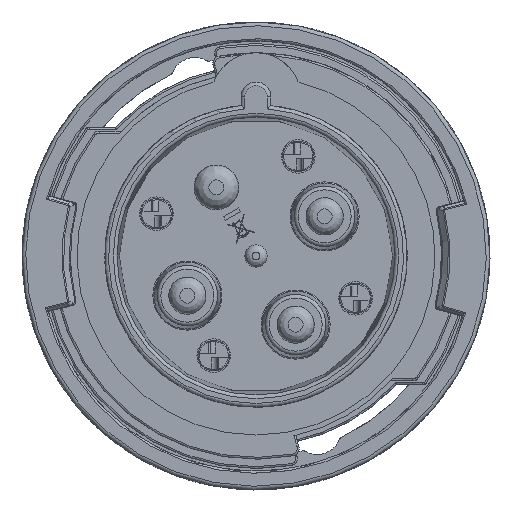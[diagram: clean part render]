
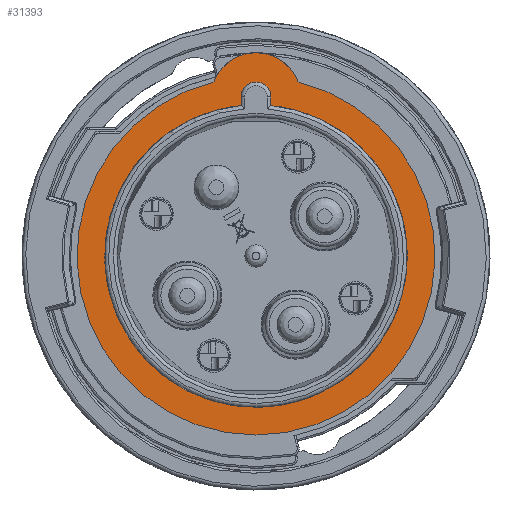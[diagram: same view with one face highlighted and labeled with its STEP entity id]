
A CAD part, front view. The second image highlights one B-rep face of the part: STEP entity #31393.
In plain terms, the highlighted planar face has unit normal (0, -1, 0).
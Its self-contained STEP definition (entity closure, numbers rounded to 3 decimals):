
#600=FACE_BOUND('',#6476,.T.);
#4691=FACE_OUTER_BOUND('',#6475,.T.);
#6475=EDGE_LOOP('',(#21894,#21895));
#6476=EDGE_LOOP('',(#21896,#21897,#21898,#21899,#21900));
#8179=CIRCLE('',#33103,39.75);
#8182=CIRCLE('',#33106,39.75);
#8271=CIRCLE('',#33314,48.);
#8272=CIRCLE('',#33316,12.);
#8273=CIRCLE('',#33318,4.);
#9466=LINE('',#51124,#11437);
#9470=LINE('',#51142,#11441);
#11437=VECTOR('',#36447,1.);
#11441=VECTOR('',#36473,1.);
#13291=VERTEX_POINT('',#43168);
#13292=VERTEX_POINT('',#43170);
#13295=VERTEX_POINT('',#43177);
#13513=VERTEX_POINT('',#51122);
#13514=VERTEX_POINT('',#51130);
#13515=VERTEX_POINT('',#51132);
#13516=VERTEX_POINT('',#51138);
#16362=EDGE_CURVE('',#13292,#13291,#8179,.T.);
#16366=EDGE_CURVE('',#13295,#13292,#8182,.T.);
#16721=EDGE_CURVE('',#13291,#13513,#9466,.T.);
#16725=EDGE_CURVE('',#13515,#13514,#8271,.T.);
#16727=EDGE_CURVE('',#13514,#13515,#8272,.T.);
#16729=EDGE_CURVE('',#13513,#13516,#8273,.T.);
#16730=EDGE_CURVE('',#13516,#13295,#9470,.T.);
#21894=ORIENTED_EDGE('',*,*,#16725,.T.);
#21895=ORIENTED_EDGE('',*,*,#16727,.T.);
#21896=ORIENTED_EDGE('',*,*,#16366,.T.);
#21897=ORIENTED_EDGE('',*,*,#16362,.T.);
#21898=ORIENTED_EDGE('',*,*,#16721,.T.);
#21899=ORIENTED_EDGE('',*,*,#16729,.T.);
#21900=ORIENTED_EDGE('',*,*,#16730,.T.);
#30483=PLANE('',#33320);
#31393=ADVANCED_FACE('',(#4691,#600),#30483,.F.);
#33103=AXIS2_PLACEMENT_3D('',#43171,#35878,#35879);
#33106=AXIS2_PLACEMENT_3D('',#43178,#35885,#35886);
#33314=AXIS2_PLACEMENT_3D('',#51133,#36459,#36460);
#33316=AXIS2_PLACEMENT_3D('',#51136,#36464,#36465);
#33318=AXIS2_PLACEMENT_3D('',#51140,#36469,#36470);
#33320=AXIS2_PLACEMENT_3D('',#51143,#36474,#36475);
#35878=DIRECTION('center_axis',(0.,1.,0.));
#35879=DIRECTION('ref_axis',(-1.,0.,0.));
#35885=DIRECTION('center_axis',(0.,1.,0.));
#35886=DIRECTION('ref_axis',(-1.,0.,0.));
#36447=DIRECTION('',(0.,0.,1.));
#36459=DIRECTION('center_axis',(0.,-1.,0.));
#36460=DIRECTION('ref_axis',(0.,0.,1.));
#36464=DIRECTION('center_axis',(0.,-1.,0.));
#36465=DIRECTION('ref_axis',(0.,0.,1.));
#36469=DIRECTION('center_axis',(0.,1.,0.));
#36470=DIRECTION('ref_axis',(0.,0.,1.));
#36473=DIRECTION('',(0.,0.,-1.));
#36474=DIRECTION('center_axis',(0.,1.,0.));
#36475=DIRECTION('ref_axis',(0.,0.,1.));
#43168=CARTESIAN_POINT('',(-4.,46.845,39.548));
#43170=CARTESIAN_POINT('',(39.75,46.845,0.));
#43171=CARTESIAN_POINT('Origin',(0.,46.845,
0.));
#43177=CARTESIAN_POINT('',(4.,46.845,39.548));
#43178=CARTESIAN_POINT('Origin',(0.,46.845,
0.));
#51122=CARTESIAN_POINT('',(-4.,46.845,42.5));
#51124=CARTESIAN_POINT('',(-4.,46.845,39.297));
#51130=CARTESIAN_POINT('',(11.255,46.845,46.662));
#51132=CARTESIAN_POINT('',(-11.255,46.845,46.662));
#51133=CARTESIAN_POINT('Origin',(0.,46.845,
0.));
#51136=CARTESIAN_POINT('Origin',(0.,46.845,
42.5));
#51138=CARTESIAN_POINT('',(4.,46.845,42.5));
#51140=CARTESIAN_POINT('Origin',(0.,46.845,
42.5));
#51142=CARTESIAN_POINT('',(4.,46.845,42.5));
#51143=CARTESIAN_POINT('Origin',(0.,46.845,
5.517));
